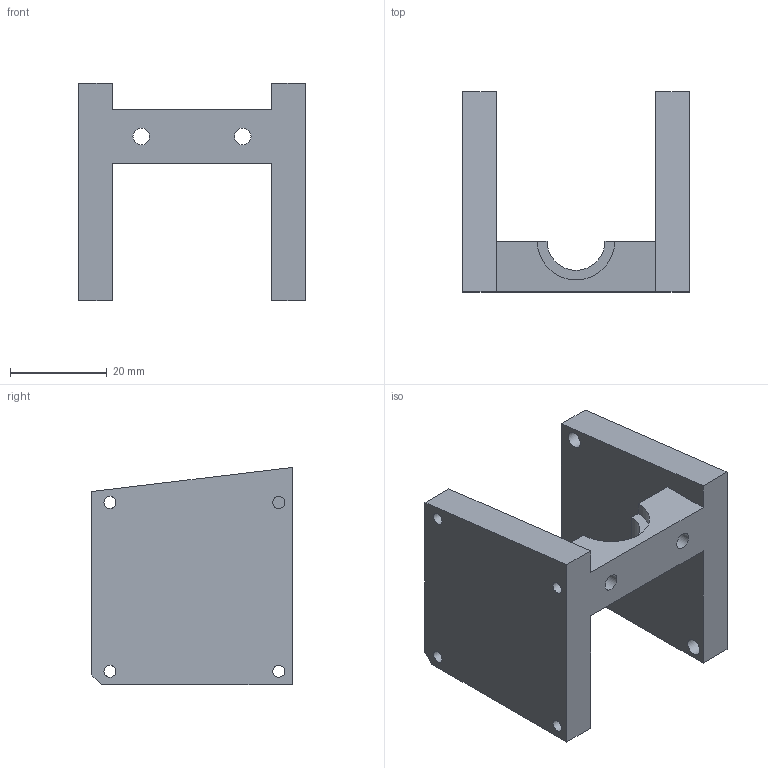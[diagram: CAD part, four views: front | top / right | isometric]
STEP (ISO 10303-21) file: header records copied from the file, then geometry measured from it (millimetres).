
FILE_DESCRIPTION(/* description */ (''),/* implementation_level */ '2;1');
FILE_NAME(/* name */ '1-Mosquito & E3Dv6 Clamp and cooling fan mount v4 v1.step',/* time_stamp */ '2019-09-14T12:44:48-04:00',/* author */ (''),/* organization */ (''),/* preprocessor_version */ 'ST-DEVELOPER v18',/* originating_system */ 'Autodesk Translation Framework v8.6.0.1094',/* authorisation */ '');
FILE_SCHEMA (('AUTOMOTIVE_DESIGN { 1 0 10303 214 3 1 1 }'));
Length unit declared in the file: millimetre
Products named in the file (1): 1-Mosquito & E3Dv6 Clamp and cooling fan mount v4
Bounding box: 47 x 41.5 x 45 mm (x, y, z)
Volume: 27034.2 mm3; surface area: 11212.9 mm2
Topology: 1 solids, 1 shells, 46 faces, 140 edges, 104 vertices
Faces by surface type: plane 27, cylinder 19
Full cylindrical faces by diameter (mm): 2.5 x8, 3.5 x8
Entity records: 1722 total; most frequent: DIRECTION 304, CARTESIAN_POINT 291, ORIENTED_EDGE 280, EDGE_CURVE 140, AXIS2_PLACEMENT_3D 117, VERTEX_POINT 104, EDGE_LOOP 70, LINE 70
